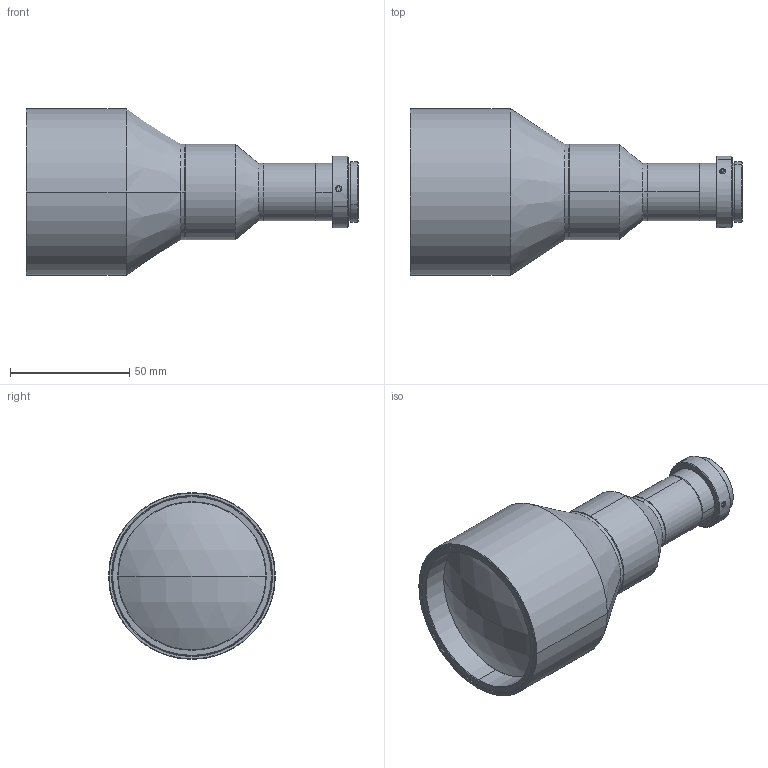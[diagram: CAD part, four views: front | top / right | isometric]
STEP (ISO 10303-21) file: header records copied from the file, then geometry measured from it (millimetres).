
FILE_DESCRIPTION(('FreeCAD Model'),'2;1');
FILE_NAME('Open CASCADE Shape Model','2025-01-22T10:24:20',(''),(''), 'Open CASCADE STEP processor 7.8','FreeCAD','Unknown');
FILE_SCHEMA(('AUTOMOTIVE_DESIGN { 1 0 10303 214 1 1 1 1 }'));
Length unit declared in the file: millimetre
Products named in the file (14): VA-LCM-TC-0-0.2X-WD110-015; 200_1_ASM; NW22132A-501; 504; NW22132A-306; JD30303001; NW76132A-517; NW22132A-502; NW22132A-515; NW2213A-503; NW22132B-505; NW22132A-301; NW22132A-511; NW22132A-518
Assembly tree (15 placements, depth 3):
  VA-LCM-TC-0-0.2X-WD110-015
    200_1_ASM
      NW22132A-501
      504
      NW22132A-306
      JD30303001  x3
      NW76132A-517
      NW22132A-502
      NW22132A-515
      NW2213A-503
      NW22132B-505
      NW22132A-301
      NW22132A-511
      NW22132A-518
Bounding box: 139.27 x 70 x 70 mm (x, y, z)
Volume: 104260.5 mm3; surface area: 61750.6 mm2
Topology: 14 solids, 14 shells, 414 faces, 840 edges, 500 vertices
Faces by surface type: cone 168, cylinder 150, plane 88, sphere 8
Entity records: 10614 total; most frequent: DIRECTION 2004, CARTESIAN_POINT 1816, ORIENTED_EDGE 1552, AXIS2_PLACEMENT_3D 840, EDGE_CURVE 776, VERTEX_POINT 460, FACE_BOUND 452, EDGE_LOOP 452
